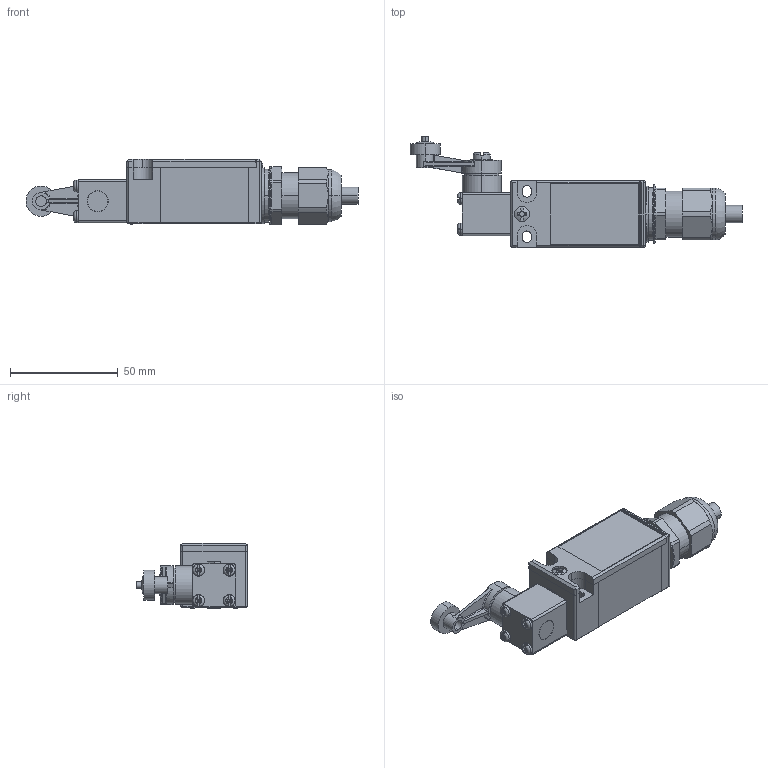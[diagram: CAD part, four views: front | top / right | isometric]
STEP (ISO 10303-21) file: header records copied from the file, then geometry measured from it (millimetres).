
FILE_DESCRIPTION (( 'STEP AP203' ), '1' );
FILE_NAME ('8060-1-_-R.STEP', '2013-11-27T07:05:07', ( 'Admin' ), ( 'R. STAHL AG' ), 'SwSTEP 2.0', 'SolidWorks 2013', '' );
FILE_SCHEMA (( 'CONFIG_CONTROL_DESIGN' ));
Length unit declared in the file: millimetre
Products named in the file (19): 371_667_0; 502_786_0; 81_610_77_01_0_Stutzen_Vereinfacht; 8060-1-_-R; 506_831_0; 81_610_77_01_0_Dichtung; 80_609_02_10_0; 81_610_77_01_0_Hutmutter_Vereinfacht; 80_609_07_26_0; Anschlussgewindedichtung_M20; 506_534_0; Staubschutzkappe_M20; 80_709_01_87_0_Eingebaut in 8060; 81_610_77_01_0_Vereinfacht; 80_609_01_05_0_3d export; 371_662_0_Schraube; 80_609_01_95_0_montiert in 80_600_06_76_0; 80_609_04_04_0_3d export
Assembly tree (21 placements, depth 3):
  8060-1-_-R
    80_609_04_04_0_3d export
    81_610_77_01_0_Vereinfacht
      81_610_77_01_0_Stutzen_Vereinfacht
      81_610_77_01_0_Dichtung
      81_610_77_01_0_Hutmutter_Vereinfacht
      Anschlussgewindedichtung_M20
      Staubschutzkappe_M20
    80_609_01_05_0_3d export
    80_609_01_95_0_montiert in 80_600_06_76_0
    502_786_0
    506_831_0
    80_609_02_10_0
    80_609_07_26_0
    506_534_0
    80_709_01_87_0_Eingebaut in 8060
    371_667_0
      371_667_0
      371_662_0_Schraube  x4
Bounding box: 154.06 x 51.5 x 30.5 mm (x, y, z)
Volume: 52065.7 mm3; surface area: 44638.1 mm2
Topology: 26 solids, 26 shells, 1732 faces, 4449 edges, 2832 vertices
Faces by surface type: plane 971, cylinder 328, bspline 191, cone 137, torus 88, sphere 17
Entity records: 58512 total; most frequent: CARTESIAN_POINT 20487, ORIENTED_EDGE 7760, DIRECTION 6959, EDGE_CURVE 3880, VERTEX_POINT 2502, LINE 2439, VECTOR 2439, AXIS2_PLACEMENT_3D 2260
